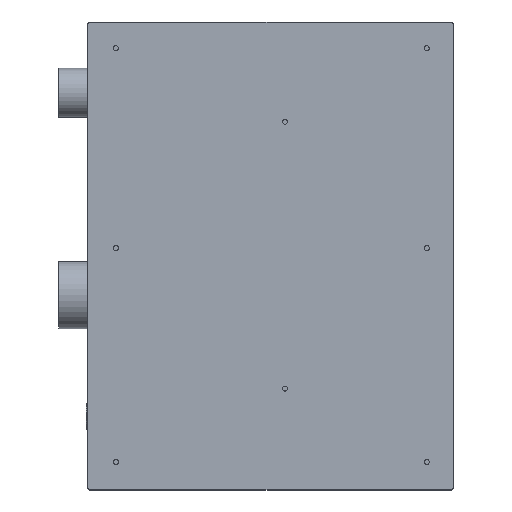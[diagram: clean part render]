
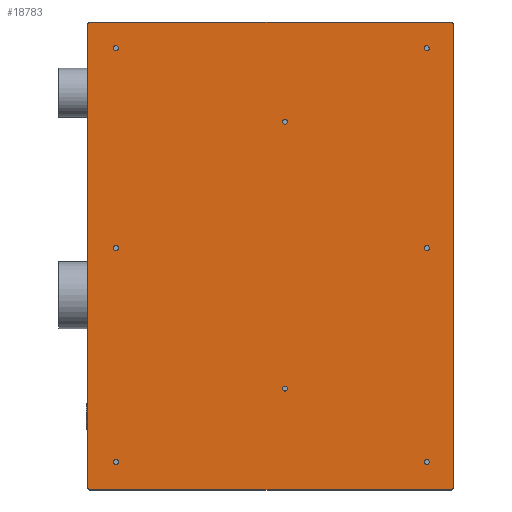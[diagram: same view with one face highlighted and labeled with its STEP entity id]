
A CAD part, top view. The second image highlights one B-rep face of the part: STEP entity #18783.
In plain terms, the highlighted planar face has unit normal (0, 0, 1).
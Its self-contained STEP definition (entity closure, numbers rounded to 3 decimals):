
#294=LINE('',#25768,#1042);
#308=LINE('',#26764,#1056);
#324=LINE('',#26830,#1072);
#338=LINE('',#26891,#1086);
#1042=VECTOR('',#21133,1000.);
#1056=VECTOR('',#21243,1000.);
#1072=VECTOR('',#21293,1000.);
#1086=VECTOR('',#21341,1000.);
#2340=PLANE('',#19756);
#3148=ORIENTED_EDGE('',*,*,#6990,.T.);
#3149=ORIENTED_EDGE('',*,*,#6991,.T.);
#3150=ORIENTED_EDGE('',*,*,#6992,.T.);
#3151=ORIENTED_EDGE('',*,*,#6993,.T.);
#3152=ORIENTED_EDGE('',*,*,#6994,.T.);
#3153=ORIENTED_EDGE('',*,*,#6995,.T.);
#3154=ORIENTED_EDGE('',*,*,#6996,.T.);
#3155=ORIENTED_EDGE('',*,*,#6997,.T.);
#3156=ORIENTED_EDGE('',*,*,#6958,.T.);
#3157=ORIENTED_EDGE('',*,*,#6998,.T.);
#3158=ORIENTED_EDGE('',*,*,#6926,.T.);
#3159=ORIENTED_EDGE('',*,*,#6999,.T.);
#3160=ORIENTED_EDGE('',*,*,#6988,.T.);
#3161=ORIENTED_EDGE('',*,*,#7000,.T.);
#3162=ORIENTED_EDGE('',*,*,#6760,.T.);
#3163=ORIENTED_EDGE('',*,*,#7001,.T.);
#6760=EDGE_CURVE('',#8682,#8681,#294,.T.);
#6926=EDGE_CURVE('',#8847,#8848,#308,.T.);
#6958=EDGE_CURVE('',#8880,#8879,#324,.T.);
#6988=EDGE_CURVE('',#8910,#8909,#338,.T.);
#6990=EDGE_CURVE('',#8911,#8911,#9854,.T.);
#6991=EDGE_CURVE('',#8912,#8912,#9855,.T.);
#6992=EDGE_CURVE('',#8913,#8913,#9856,.T.);
#6993=EDGE_CURVE('',#8914,#8914,#9857,.T.);
#6994=EDGE_CURVE('',#8915,#8915,#9858,.T.);
#6995=EDGE_CURVE('',#8916,#8916,#9859,.T.);
#6996=EDGE_CURVE('',#8917,#8917,#9860,.T.);
#6997=EDGE_CURVE('',#8918,#8918,#9861,.T.);
#6998=EDGE_CURVE('',#8879,#8847,#9862,.T.);
#6999=EDGE_CURVE('',#8848,#8910,#9863,.T.);
#7000=EDGE_CURVE('',#8909,#8682,#9864,.T.);
#7001=EDGE_CURVE('',#8681,#8880,#9865,.T.);
#8681=VERTEX_POINT('',#25767);
#8682=VERTEX_POINT('',#25769);
#8847=VERTEX_POINT('',#26765);
#8848=VERTEX_POINT('',#26766);
#8879=VERTEX_POINT('',#26829);
#8880=VERTEX_POINT('',#26831);
#8909=VERTEX_POINT('',#26890);
#8910=VERTEX_POINT('',#26892);
#8911=VERTEX_POINT('',#26896);
#8912=VERTEX_POINT('',#26898);
#8913=VERTEX_POINT('',#26900);
#8914=VERTEX_POINT('',#26902);
#8915=VERTEX_POINT('',#26904);
#8916=VERTEX_POINT('',#26906);
#8917=VERTEX_POINT('',#26908);
#8918=VERTEX_POINT('',#26910);
#9854=CIRCLE('',#19757,1.323);
#9855=CIRCLE('',#19758,1.323);
#9856=CIRCLE('',#19759,1.323);
#9857=CIRCLE('',#19760,1.323);
#9858=CIRCLE('',#19761,1.323);
#9859=CIRCLE('',#19762,1.323);
#9860=CIRCLE('',#19763,1.323);
#9861=CIRCLE('',#19764,1.323);
#9862=CIRCLE('',#19765,1.);
#9863=CIRCLE('',#19766,1.);
#9864=CIRCLE('',#19767,1.);
#9865=CIRCLE('',#19768,1.);
#10462=EDGE_LOOP('',(#3148));
#10463=EDGE_LOOP('',(#3149));
#10464=EDGE_LOOP('',(#3150));
#10465=EDGE_LOOP('',(#3151));
#10466=EDGE_LOOP('',(#3152));
#10467=EDGE_LOOP('',(#3153));
#10468=EDGE_LOOP('',(#3154));
#10469=EDGE_LOOP('',(#3155));
#10470=EDGE_LOOP('',(#3156,#3157,#3158,#3159,#3160,#3161,#3162,#3163));
#11520=FACE_BOUND('',#10462,.T.);
#11521=FACE_BOUND('',#10463,.T.);
#11522=FACE_BOUND('',#10464,.T.);
#11523=FACE_BOUND('',#10465,.T.);
#11524=FACE_BOUND('',#10466,.T.);
#11525=FACE_BOUND('',#10467,.T.);
#11526=FACE_BOUND('',#10468,.T.);
#11527=FACE_BOUND('',#10469,.T.);
#11528=FACE_BOUND('',#10470,.T.);
#18783=ADVANCED_FACE('',(#11520,#11521,#11522,#11523,#11524,#11525,#11526,
#11527,#11528),#2340,.T.);
#19756=AXIS2_PLACEMENT_3D('',#26894,#21343,#21344);
#19757=AXIS2_PLACEMENT_3D('',#26895,#21345,#21346);
#19758=AXIS2_PLACEMENT_3D('',#26897,#21347,#21348);
#19759=AXIS2_PLACEMENT_3D('',#26899,#21349,#21350);
#19760=AXIS2_PLACEMENT_3D('',#26901,#21351,#21352);
#19761=AXIS2_PLACEMENT_3D('',#26903,#21353,#21354);
#19762=AXIS2_PLACEMENT_3D('',#26905,#21355,#21356);
#19763=AXIS2_PLACEMENT_3D('',#26907,#21357,#21358);
#19764=AXIS2_PLACEMENT_3D('',#26909,#21359,#21360);
#19765=AXIS2_PLACEMENT_3D('',#26911,#21361,#21362);
#19766=AXIS2_PLACEMENT_3D('',#26912,#21363,#21364);
#19767=AXIS2_PLACEMENT_3D('',#26913,#21365,#21366);
#19768=AXIS2_PLACEMENT_3D('',#26914,#21367,#21368);
#21133=DIRECTION('',(0.,-1.,0.));
#21243=DIRECTION('',(0.,1.,0.));
#21293=DIRECTION('',(1.,0.,0.));
#21341=DIRECTION('',(-1.,0.,0.));
#21343=DIRECTION('',(0.,0.,1.));
#21344=DIRECTION('',(1.,0.,0.));
#21345=DIRECTION('',(0.,0.,-1.));
#21346=DIRECTION('',(0.,-1.,0.));
#21347=DIRECTION('',(0.,0.,-1.));
#21348=DIRECTION('',(0.,-1.,0.));
#21349=DIRECTION('',(0.,0.,-1.));
#21350=DIRECTION('',(0.,-1.,0.));
#21351=DIRECTION('',(0.,0.,-1.));
#21352=DIRECTION('',(0.,-1.,0.));
#21353=DIRECTION('',(0.,0.,-1.));
#21354=DIRECTION('',(0.,-1.,0.));
#21355=DIRECTION('',(0.,0.,-1.));
#21356=DIRECTION('',(0.,-1.,0.));
#21357=DIRECTION('',(0.,0.,-1.));
#21358=DIRECTION('',(0.,-1.,0.));
#21359=DIRECTION('',(0.,0.,-1.));
#21360=DIRECTION('',(0.,-1.,0.));
#21361=DIRECTION('',(0.,0.,1.));
#21362=DIRECTION('',(1.,0.,0.));
#21363=DIRECTION('',(0.,0.,1.));
#21364=DIRECTION('',(1.,0.,0.));
#21365=DIRECTION('',(0.,0.,1.));
#21366=DIRECTION('',(1.,0.,0.));
#21367=DIRECTION('',(0.,0.,1.));
#21368=DIRECTION('',(1.,0.,0.));
#25767=CARTESIAN_POINT('',(-95.266,-136.884,9.));
#25768=CARTESIAN_POINT('',(-95.266,105.156,9.));
#25769=CARTESIAN_POINT('',(-95.266,104.156,9.));
#26764=CARTESIAN_POINT('',(94.434,-137.884,9.));
#26765=CARTESIAN_POINT('',(94.434,-136.884,9.));
#26766=CARTESIAN_POINT('',(94.434,104.156,9.));
#26829=CARTESIAN_POINT('',(93.434,-137.884,9.));
#26830=CARTESIAN_POINT('',(-95.266,-137.884,9.));
#26831=CARTESIAN_POINT('',(-94.266,-137.884,9.));
#26890=CARTESIAN_POINT('',(-94.266,105.156,9.));
#26891=CARTESIAN_POINT('',(94.434,105.156,9.));
#26892=CARTESIAN_POINT('',(93.434,105.156,9.));
#26894=CARTESIAN_POINT('',(-95.266,-137.884,9.));
#26895=CARTESIAN_POINT('',(80.756,91.478,9.));
#26896=CARTESIAN_POINT('',(80.756,90.155,9.));
#26897=CARTESIAN_POINT('',(80.756,-12.357,9.));
#26898=CARTESIAN_POINT('',(80.756,-13.681,9.));
#26899=CARTESIAN_POINT('',(80.756,-123.406,9.));
#26900=CARTESIAN_POINT('',(80.756,-124.729,9.));
#26901=CARTESIAN_POINT('',(7.096,53.378,9.));
#26902=CARTESIAN_POINT('',(7.096,52.055,9.));
#26903=CARTESIAN_POINT('',(7.096,-85.306,9.));
#26904=CARTESIAN_POINT('',(7.096,-86.629,9.));
#26905=CARTESIAN_POINT('',(-80.788,91.478,9.));
#26906=CARTESIAN_POINT('',(-80.788,90.155,9.));
#26907=CARTESIAN_POINT('',(-80.788,-12.357,9.));
#26908=CARTESIAN_POINT('',(-80.788,-13.681,9.));
#26909=CARTESIAN_POINT('',(-80.788,-123.406,9.));
#26910=CARTESIAN_POINT('',(-80.788,-124.729,9.));
#26911=CARTESIAN_POINT('',(93.434,-136.884,9.));
#26912=CARTESIAN_POINT('',(93.434,104.156,9.));
#26913=CARTESIAN_POINT('',(-94.266,104.156,9.));
#26914=CARTESIAN_POINT('',(-94.266,-136.884,9.));
